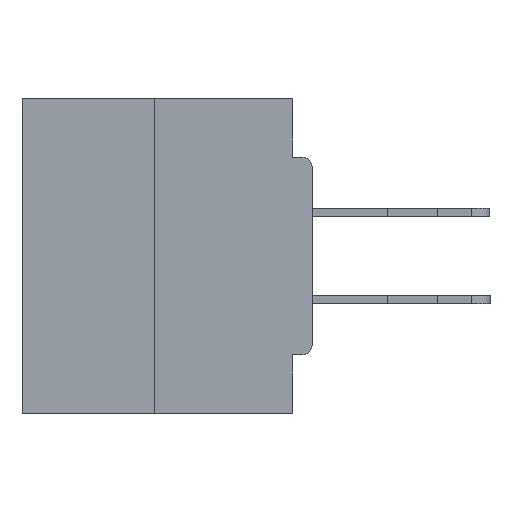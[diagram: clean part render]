
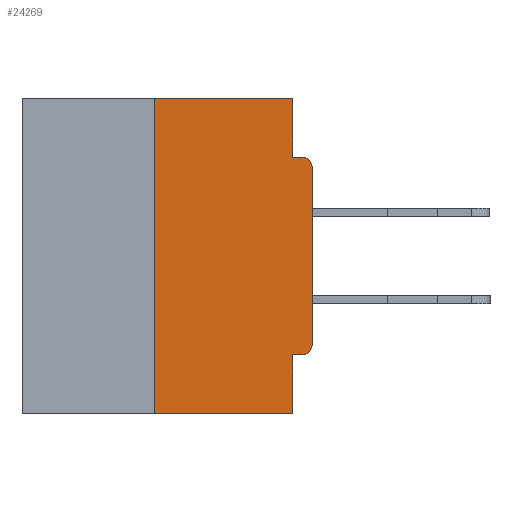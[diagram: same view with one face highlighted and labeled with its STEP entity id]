
A CAD part, left-side view. The second image highlights one B-rep face of the part: STEP entity #24269.
In plain terms, the highlighted planar face has unit normal (-1, 0, 0).
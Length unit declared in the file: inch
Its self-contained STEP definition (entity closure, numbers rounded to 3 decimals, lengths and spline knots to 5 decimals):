
#449 = VECTOR ( 'NONE', #22038, 39.37008 ) ;
#670 = VERTEX_POINT ( 'NONE', #15729 ) ;
#2092 = CARTESIAN_POINT ( 'NONE',  ( 0., 0., -0.3915 ) ) ;
#2164 = CARTESIAN_POINT ( 'NONE',  ( 0., 0.031, -0.5 ) ) ;
#2358 = LINE ( 'NONE', #2164, #6078 ) ;
#3498 = EDGE_CURVE ( 'NONE', #25291, #670, #18918, .T. ) ;
#5493 = VECTOR ( 'NONE', #7954, 39.37008 ) ;
#5818 = FACE_OUTER_BOUND ( 'NONE', #29235, .T. ) ;
#5955 = LINE ( 'NONE', #7627, #30515 ) ;
#6078 = VECTOR ( 'NONE', #33876, 39.37008 ) ;
#6149 = AXIS2_PLACEMENT_3D ( 'NONE', #28818, #10308, #25939 ) ;
#6470 = LINE ( 'NONE', #10747, #22694 ) ;
#6908 = CARTESIAN_POINT ( 'NONE',  ( 0., 0.015, -0.4065 ) ) ;
#6996 = ORIENTED_EDGE ( 'NONE', *, *, #7223, .T. ) ;
#7223 = EDGE_CURVE ( 'NONE', #12963, #28045, #14122, .T. ) ;
#7344 = LINE ( 'NONE', #33921, #21508 ) ;
#7627 = CARTESIAN_POINT ( 'NONE',  ( 0., 0., 0. ) ) ;
#7954 = DIRECTION ( 'NONE',  ( 0., 0., 1. ) ) ;
#8006 = ORIENTED_EDGE ( 'NONE', *, *, #12853, .T. ) ;
#9421 = VERTEX_POINT ( 'NONE', #25220 ) ;
#9519 = LINE ( 'NONE', #32353, #10328 ) ;
#9657 = DIRECTION ( 'NONE',  ( 0., 0., -1. ) ) ;
#9687 = AXIS2_PLACEMENT_3D ( 'NONE', #32228, #11078, #21780 ) ;
#9709 = EDGE_CURVE ( 'NONE', #32220, #10888, #10759, .T. ) ;
#10308 = DIRECTION ( 'NONE',  ( 1., 0., 0. ) ) ;
#10328 = VECTOR ( 'NONE', #16420, 39.37008 ) ;
#10422 = ORIENTED_EDGE ( 'NONE', *, *, #3498, .T. ) ;
#10456 = VERTEX_POINT ( 'NONE', #15248 ) ;
#10747 = CARTESIAN_POINT ( 'NONE',  ( 0., 0.46, 0. ) ) ;
#10759 = CIRCLE ( 'NONE', #9687, 0.015 ) ;
#10888 = VERTEX_POINT ( 'NONE', #2092 ) ;
#10924 = EDGE_CURVE ( 'NONE', #10456, #26024, #7344, .T. ) ;
#11078 = DIRECTION ( 'NONE',  ( -1., 0., 0. ) ) ;
#11427 = CARTESIAN_POINT ( 'NONE',  ( 0., 0.031, -0.4065 ) ) ;
#12534 = DIRECTION ( 'NONE',  ( -1., 0., 0. ) ) ;
#12853 = EDGE_CURVE ( 'NONE', #10888, #25291, #5955, .T. ) ;
#12963 = VERTEX_POINT ( 'NONE', #34360 ) ;
#13027 = CARTESIAN_POINT ( 'NONE',  ( 0., 0.031, -0.5 ) ) ;
#14122 = LINE ( 'NONE', #14579, #449 ) ;
#14579 = CARTESIAN_POINT ( 'NONE',  ( 0., 0.46, -0.5 ) ) ;
#15248 = CARTESIAN_POINT ( 'NONE',  ( 0., 0.031, 0. ) ) ;
#15481 = ORIENTED_EDGE ( 'NONE', *, *, #29947, .F. ) ;
#15611 = VECTOR ( 'NONE', #30306, 39.37008 ) ;
#15729 = CARTESIAN_POINT ( 'NONE',  ( 0., 0.015, -0.0935 ) ) ;
#16420 = DIRECTION ( 'NONE',  ( 0., -1., 0. ) ) ;
#16806 = ORIENTED_EDGE ( 'NONE', *, *, #9709, .T. ) ;
#17959 = DIRECTION ( 'NONE',  ( 0., 0., -1. ) ) ;
#18725 = DIRECTION ( 'NONE',  ( 0., -1., 0. ) ) ;
#18918 = CIRCLE ( 'NONE', #22265, 0.015 ) ;
#18946 = LINE ( 'NONE', #33664, #15611 ) ;
#19311 = ORIENTED_EDGE ( 'NONE', *, *, #30019, .F. ) ;
#19532 = EDGE_CURVE ( 'NONE', #20420, #28045, #2358, .T. ) ;
#20420 = VERTEX_POINT ( 'NONE', #11427 ) ;
#21001 = DIRECTION ( 'NONE',  ( 0., 0., 1. ) ) ;
#21508 = VECTOR ( 'NONE', #17959, 39.37008 ) ;
#21780 = DIRECTION ( 'NONE',  ( 0., 0., -1. ) ) ;
#22038 = DIRECTION ( 'NONE',  ( 0., -1., 0. ) ) ;
#22265 = AXIS2_PLACEMENT_3D ( 'NONE', #28502, #12534, #9657 ) ;
#22267 = ORIENTED_EDGE ( 'NONE', *, *, #10924, .F. ) ;
#22694 = VECTOR ( 'NONE', #18725, 39.37008 ) ;
#24269 = ADVANCED_FACE ( 'NONE', ( #5818 ), #26161, .F. ) ;
#24282 = ORIENTED_EDGE ( 'NONE', *, *, #33886, .F. ) ;
#24394 = ORIENTED_EDGE ( 'NONE', *, *, #19532, .F. ) ;
#25220 = CARTESIAN_POINT ( 'NONE',  ( 0., 0.25, 0. ) ) ;
#25291 = VERTEX_POINT ( 'NONE', #29090 ) ;
#25905 = LINE ( 'NONE', #29367, #5493 ) ;
#25939 = DIRECTION ( 'NONE',  ( 0., 0., -1. ) ) ;
#26024 = VERTEX_POINT ( 'NONE', #33833 ) ;
#26161 = PLANE ( 'NONE',  #6149 ) ;
#28045 = VERTEX_POINT ( 'NONE', #13027 ) ;
#28502 = CARTESIAN_POINT ( 'NONE',  ( 0., 0.015, -0.1085 ) ) ;
#28818 = CARTESIAN_POINT ( 'NONE',  ( 0., 0.46, 0. ) ) ;
#29090 = CARTESIAN_POINT ( 'NONE',  ( 0., 0., -0.1085 ) ) ;
#29235 = EDGE_LOOP ( 'NONE', ( #19311, #31845, #6996, #24394, #15481, #16806, #8006, #10422, #24282, #22267 ) ) ;
#29367 = CARTESIAN_POINT ( 'NONE',  ( 0., 0.25, 0. ) ) ;
#29947 = EDGE_CURVE ( 'NONE', #32220, #20420, #18946, .T. ) ;
#30019 = EDGE_CURVE ( 'NONE', #9421, #10456, #6470, .T. ) ;
#30306 = DIRECTION ( 'NONE',  ( 0., 1., 0. ) ) ;
#30515 = VECTOR ( 'NONE', #21001, 39.37008 ) ;
#31845 = ORIENTED_EDGE ( 'NONE', *, *, #31900, .F. ) ;
#31900 = EDGE_CURVE ( 'NONE', #12963, #9421, #25905, .T. ) ;
#32220 = VERTEX_POINT ( 'NONE', #6908 ) ;
#32228 = CARTESIAN_POINT ( 'NONE',  ( 0., 0.015, -0.3915 ) ) ;
#32353 = CARTESIAN_POINT ( 'NONE',  ( 0., 0., -0.0935 ) ) ;
#33664 = CARTESIAN_POINT ( 'NONE',  ( 0., 0., -0.4065 ) ) ;
#33833 = CARTESIAN_POINT ( 'NONE',  ( 0., 0.031, -0.0935 ) ) ;
#33876 = DIRECTION ( 'NONE',  ( 0., 0., -1. ) ) ;
#33886 = EDGE_CURVE ( 'NONE', #26024, #670, #9519, .T. ) ;
#33921 = CARTESIAN_POINT ( 'NONE',  ( 0., 0.031, 0. ) ) ;
#34360 = CARTESIAN_POINT ( 'NONE',  ( 0., 0.25, -0.5 ) ) ;
